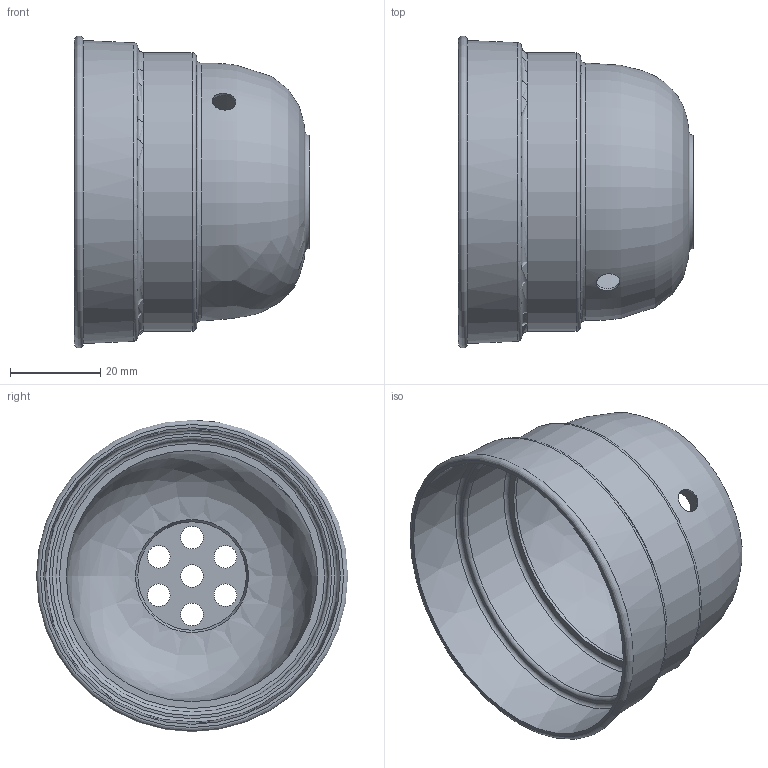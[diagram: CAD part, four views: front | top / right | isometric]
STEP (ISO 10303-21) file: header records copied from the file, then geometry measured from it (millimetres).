
FILE_DESCRIPTION(('FreeCAD Model'),'2;1');
FILE_NAME( 'Cap.step', '2020-04-11T19:20:57',('Author'),(''), 'Open CASCADE STEP processor 7.4','FreeCAD','Unknown');
FILE_SCHEMA(('AUTOMOTIVE_DESIGN { 1 0 10303 214 1 1 1 1 }'));
Length unit declared in the file: millimetre
Products named in the file (1): Cap
Bounding box: 52 x 68.98 x 68.97 mm (x, y, z)
Volume: 8158.2 mm3; surface area: 22800.5 mm2
Topology: 1 solids, 1 shells, 32 faces, 67 edges, 41 vertices
Faces by surface type: cylinder 12, plane 6, torus 5, cone 3, revolution 3, bspline 3
Full cylindrical faces by diameter (mm): 5 x7, 5.2 x1, 25 x1, 55.6 x1, 60.2 x1, 61.6 x1
Entity records: 2695 total; most frequent: CARTESIAN_POINT 1304, DIRECTION 254, ORIENTED_EDGE 134, PCURVE 134, DEFINITIONAL_REPRESENTATION 134, LINE 112, VECTOR 112, EDGE_CURVE 67
